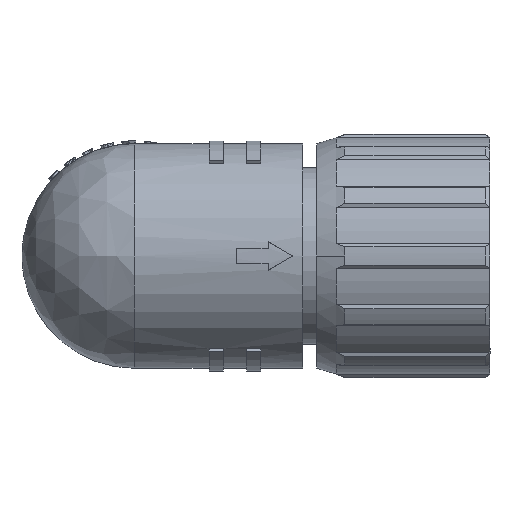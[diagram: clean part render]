
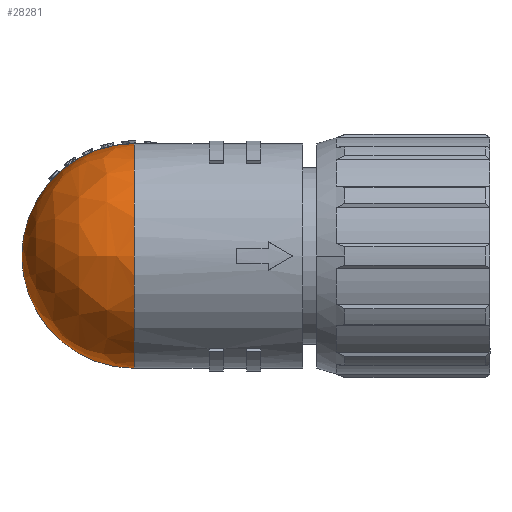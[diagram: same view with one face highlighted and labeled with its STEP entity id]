
A CAD part, left-side view. The second image highlights one B-rep face of the part: STEP entity #28281.
In plain terms, the highlighted free-form (B-spline) face has degree [3, 3] with [4, 4] control points.
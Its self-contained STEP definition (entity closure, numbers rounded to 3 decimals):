
#19 = CARTESIAN_POINT ( 'NONE',  ( -23.018, 17.974, -12.002 ) ) ;
#371 = EDGE_CURVE ( 'NONE', #33461, #1281, #14940, .T. ) ;
#1281 = VERTEX_POINT ( 'NONE', #9493 ) ;
#1663 = FACE_OUTER_BOUND ( 'NONE', #33157, .T. ) ;
#1767 = DIRECTION ( 'NONE',  ( 0., 0., -1. ) ) ;
#2759 = CARTESIAN_POINT ( 'NONE',  ( -47.018, 17.974, 11.998 ) ) ;
#4720 = CARTESIAN_POINT ( 'NONE',  ( -23.018, 10.944, -12.002 ) ) ;
#5143 = AXIS2_PLACEMENT_3D ( 'NONE', #13950, #32721, #16743 ) ;
#5519 = CARTESIAN_POINT ( 'NONE',  ( -23.018, 10.944, -12.002 ) ) ;
#6731 = EDGE_CURVE ( 'NONE', #1281, #9865, #23414, .T. ) ;
#8312 = CARTESIAN_POINT ( 'NONE',  ( -47.018, 10.944, 11.998 ) ) ;
#8922 = DIRECTION ( 'NONE',  ( 0., 1., 0. ) ) ;
#8953 = DIRECTION ( 'NONE',  ( -1., 0., 0. ) ) ;
#8958 = CARTESIAN_POINT ( 'NONE',  ( -23.018, 10.944, -0.002 ) ) ;
#9493 = CARTESIAN_POINT ( 'NONE',  ( -23.018, 22.944, -0.002 ) ) ;
#9865 = VERTEX_POINT ( 'NONE', #4720 ) ;
#10987 = CARTESIAN_POINT ( 'NONE',  ( -23.018, 22.944, -0.002 ) ) ;
#13757 = CARTESIAN_POINT ( 'NONE',  ( -37.077, 22.944, -7.032 ) ) ;
#13950 = CARTESIAN_POINT ( 'NONE',  ( -23.018, 10.944, -0.002 ) ) ;
#14719 = ORIENTED_EDGE ( 'NONE', *, *, #17657, .F. ) ;
#14940 = CIRCLE ( 'NONE', #23293, 12. ) ;
#15141 = CIRCLE ( 'NONE', #22095, 12. ) ;
#16555 = CARTESIAN_POINT ( 'NONE',  ( -23.018, 22.944, 7.027 ) ) ;
#16743 = DIRECTION ( 'NONE',  ( 0., 1., 0. ) ) ;
#17657 = EDGE_CURVE ( 'NONE', #33461, #9865, #15141, .T. ) ;
#18345 = DIRECTION ( 'NONE',  ( 0., -1., 0. ) ) ;
#19339 = CARTESIAN_POINT ( 'NONE',  ( -47.018, 17.974, -12.002 ) ) ;
#19994 = CARTESIAN_POINT ( 'NONE',  ( -23.018, 10.944, 11.998 ) ) ;
#20609 =( BOUNDED_SURFACE ( )  B_SPLINE_SURFACE ( 3, 3, ( 
 ( #24584, #21924, #27245, #10987 ),
 ( #29893, #13757, #32553, #16555 ),
 ( #19, #19339, #2759, #22033 ),
 ( #5519, #24702, #8312, #27354 ) ),
 .UNSPECIFIED., .F., .F., .F. ) 
 B_SPLINE_SURFACE_WITH_KNOTS ( ( 4, 4 ),
 ( 4, 4 ),
 ( 0., 1. ),
 ( 0., 1. ),
 .UNSPECIFIED. ) 
 GEOMETRIC_REPRESENTATION_ITEM ( )  RATIONAL_B_SPLINE_SURFACE ( (
 ( 1., 0.333, 0.333, 1.),
 ( 0.805, 0.268, 0.268, 0.805),
 ( 0.805, 0.268, 0.268, 0.805),
 ( 1., 0.333, 0.333, 1.) ) ) 
 REPRESENTATION_ITEM ( '' )  SURFACE ( )  );
#21924 = CARTESIAN_POINT ( 'NONE',  ( -23.018, 22.944, -0.002 ) ) ;
#22033 = CARTESIAN_POINT ( 'NONE',  ( -23.018, 17.974, 11.998 ) ) ;
#22095 = AXIS2_PLACEMENT_3D ( 'NONE', #34216, #18345, #1767 ) ;
#23293 = AXIS2_PLACEMENT_3D ( 'NONE', #8958, #8953, #8922 ) ;
#23414 = CIRCLE ( 'NONE', #5143, 12. ) ;
#24584 = CARTESIAN_POINT ( 'NONE',  ( -23.018, 22.944, -0.002 ) ) ;
#24702 = CARTESIAN_POINT ( 'NONE',  ( -47.018, 10.944, -12.002 ) ) ;
#27245 = CARTESIAN_POINT ( 'NONE',  ( -23.018, 22.944, -0.002 ) ) ;
#27350 = ORIENTED_EDGE ( 'NONE', *, *, #6731, .T. ) ;
#27354 = CARTESIAN_POINT ( 'NONE',  ( -23.018, 10.944, 11.998 ) ) ;
#28281 = ADVANCED_FACE ( 'NONE', ( #1663 ), #20609, .T. ) ;
#29893 = CARTESIAN_POINT ( 'NONE',  ( -23.018, 22.944, -7.032 ) ) ;
#29968 = ORIENTED_EDGE ( 'NONE', *, *, #371, .T. ) ;
#32553 = CARTESIAN_POINT ( 'NONE',  ( -37.077, 22.944, 7.027 ) ) ;
#32721 = DIRECTION ( 'NONE',  ( -1., 0., 0. ) ) ;
#33157 = EDGE_LOOP ( 'NONE', ( #27350, #14719, #29968 ) ) ;
#33461 = VERTEX_POINT ( 'NONE', #19994 ) ;
#34216 = CARTESIAN_POINT ( 'NONE',  ( -23.018, 10.944, -0.002 ) ) ;
